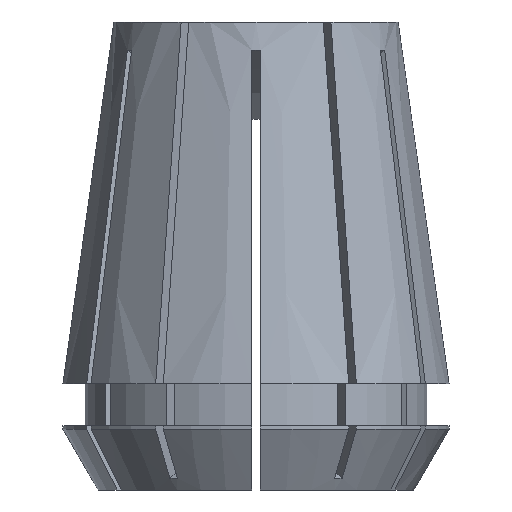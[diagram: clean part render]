
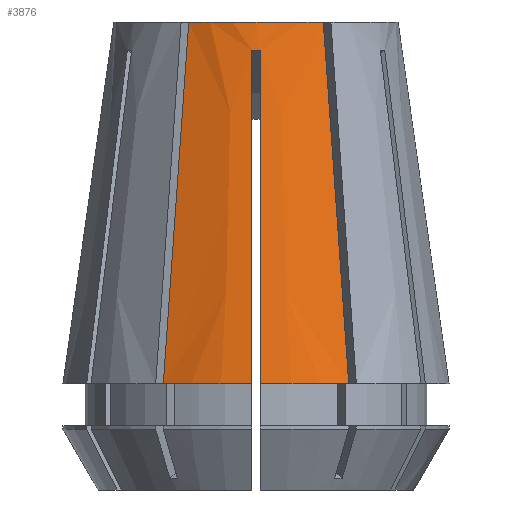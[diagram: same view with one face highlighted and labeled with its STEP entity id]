
A CAD part, front view. The second image highlights one B-rep face of the part: STEP entity #3876.
In plain terms, the highlighted conical face has half-angle 8 degrees and reference radius 16.5 mm.
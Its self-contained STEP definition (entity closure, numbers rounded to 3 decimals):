
#16 = CARTESIAN_POINT ( 'NONE',  ( -0.375, -16.496, -30.9 ) ) ;
#137 = CARTESIAN_POINT ( 'NONE',  ( 6.246, -11.569, -7.045 ) ) ;
#206 = ORIENTED_EDGE ( 'NONE', *, *, #1802, .T. ) ;
#332 = CARTESIAN_POINT ( 'NONE',  ( -0.375, -13.825, -11.902 ) ) ;
#334 = CARTESIAN_POINT ( 'NONE',  ( 0., 0., -30.9 ) ) ;
#361 = EDGE_LOOP ( 'NONE', ( #3160, #2716, #3291, #206, #920, #2653, #3579, #457 ) ) ;
#382 = CARTESIAN_POINT ( 'NONE',  ( -0.125, -12.497, -2.399 ) ) ;
#433 = CARTESIAN_POINT ( 'NONE',  ( -6.742, -12.427, -14.091 ) ) ;
#446 = CIRCLE ( 'NONE', #3425, 16.5 ) ;
#449 = CIRCLE ( 'NONE', #2296, 12.158 ) ;
#457 = ORIENTED_EDGE ( 'NONE', *, *, #3334, .T. ) ;
#467 = EDGE_CURVE ( 'NONE', #2267, #3076, #1759, .T. ) ;
#620 = DIRECTION ( 'NONE',  ( 1., 0., 0. ) ) ;
#655 = CARTESIAN_POINT ( 'NONE',  ( -7.923, -14.474, -30.9 ) ) ;
#737 = CARTESIAN_POINT ( 'NONE',  ( -7.466, -13.681, -24.391 ) ) ;
#875 = CARTESIAN_POINT ( 'NONE',  ( 0.375, -12.49, -2.403 ) ) ;
#920 = ORIENTED_EDGE ( 'NONE', *, *, #2123, .T. ) ;
#950 = CARTESIAN_POINT ( 'NONE',  ( -0.375, -12.49, -2.403 ) ) ;
#970 = DIRECTION ( 'NONE',  ( 0., 0., 1. ) ) ;
#1003 = CARTESIAN_POINT ( 'NONE',  ( 0.375, -12.49, -2.403 ) ) ;
#1047 = CARTESIAN_POINT ( 'NONE',  ( -7.923, -14.474, -30.9 ) ) ;
#1135 = B_SPLINE_CURVE_WITH_KNOTS ( 'NONE', 3,
 ( #16, #1849, #332, #2462 ),
 .UNSPECIFIED., .F., .F.,
 ( 4, 4 ),
 ( 0.024, 0.052 ),
 .UNSPECIFIED. ) ;
#1154 = AXIS2_PLACEMENT_3D ( 'NONE', #1539, #1580, #1839 ) ;
#1178 = VERTEX_POINT ( 'NONE', #655 ) ;
#1308 = VERTEX_POINT ( 'NONE', #1454 ) ;
#1324 = B_SPLINE_CURVE_WITH_KNOTS ( 'NONE', 3,
 ( #2534, #382, #2861, #1003 ),
 .UNSPECIFIED., .F., .F.,
 ( 4, 4 ),
 ( 0., 0.001 ),
 .UNSPECIFIED. ) ;
#1333 = CARTESIAN_POINT ( 'NONE',  ( 6.742, -12.427, -14.091 ) ) ;
#1431 = CARTESIAN_POINT ( 'NONE',  ( 7.923, -14.474, -30.9 ) ) ;
#1441 = FACE_OUTER_BOUND ( 'NONE', #361, .T. ) ;
#1454 = CARTESIAN_POINT ( 'NONE',  ( -0.375, -16.496, -30.9 ) ) ;
#1502 = CIRCLE ( 'NONE', #1154, 16.5 ) ;
#1539 = CARTESIAN_POINT ( 'NONE',  ( 0., 0., -30.9 ) ) ;
#1580 = DIRECTION ( 'NONE',  ( 0., 0., 1. ) ) ;
#1601 = CARTESIAN_POINT ( 'NONE',  ( 5.751, -10.711, 0. ) ) ;
#1621 = CARTESIAN_POINT ( 'NONE',  ( 7.237, -13.285, -21.136 ) ) ;
#1648 = CARTESIAN_POINT ( 'NONE',  ( -5.751, -10.711, 0. ) ) ;
#1693 = CARTESIAN_POINT ( 'NONE',  ( 7.695, -14.077, -27.645 ) ) ;
#1711 = CARTESIAN_POINT ( 'NONE',  ( 7.466, -13.681, -24.391 ) ) ;
#1759 = B_SPLINE_CURVE_WITH_KNOTS ( 'NONE', 3,
 ( #1601, #137, #1333, #1621, #1711, #1693, #3139 ),
 .UNSPECIFIED., .F., .F.,
 ( 4, 3, 4 ),
 ( 0., 0.021, 0.031 ),
 .UNSPECIFIED. ) ;
#1802 = EDGE_CURVE ( 'NONE', #1178, #1308, #1502, .T. ) ;
#1839 = DIRECTION ( 'NONE',  ( 1., 0., 0. ) ) ;
#1849 = CARTESIAN_POINT ( 'NONE',  ( -0.375, -15.161, -21.401 ) ) ;
#1907 = AXIS2_PLACEMENT_3D ( 'NONE', #3526, #3551, #3844 ) ;
#2098 = CARTESIAN_POINT ( 'NONE',  ( 0.375, -12.49, -2.403 ) ) ;
#2123 = EDGE_CURVE ( 'NONE', #1308, #3365, #1135, .T. ) ;
#2168 = CARTESIAN_POINT ( 'NONE',  ( -5.751, -10.711, 0. ) ) ;
#2240 = B_SPLINE_CURVE_WITH_KNOTS ( 'NONE', 3,
 ( #3660, #2728, #3958, #2098 ),
 .UNSPECIFIED., .F., .F.,
 ( 4, 4 ),
 ( 0.024, 0.052 ),
 .UNSPECIFIED. ) ;
#2267 = VERTEX_POINT ( 'NONE', #3171 ) ;
#2296 = AXIS2_PLACEMENT_3D ( 'NONE', #2836, #970, #3138 ) ;
#2318 = VERTEX_POINT ( 'NONE', #2168 ) ;
#2462 = CARTESIAN_POINT ( 'NONE',  ( -0.375, -12.49, -2.403 ) ) ;
#2466 = DIRECTION ( 'NONE',  ( 0., 0., 1. ) ) ;
#2487 = EDGE_CURVE ( 'NONE', #2318, #1178, #3009, .T. ) ;
#2534 = CARTESIAN_POINT ( 'NONE',  ( -0.375, -12.49, -2.403 ) ) ;
#2589 = CARTESIAN_POINT ( 'NONE',  ( -7.237, -13.285, -21.136 ) ) ;
#2647 = CARTESIAN_POINT ( 'NONE',  ( 0.375, -16.496, -30.9 ) ) ;
#2653 = ORIENTED_EDGE ( 'NONE', *, *, #3491, .T. ) ;
#2716 = ORIENTED_EDGE ( 'NONE', *, *, #2790, .F. ) ;
#2728 = CARTESIAN_POINT ( 'NONE',  ( 0.375, -15.161, -21.401 ) ) ;
#2790 = EDGE_CURVE ( 'NONE', #2318, #2267, #449, .T. ) ;
#2836 = CARTESIAN_POINT ( 'NONE',  ( 0., 0., 0. ) ) ;
#2861 = CARTESIAN_POINT ( 'NONE',  ( 0.125, -12.497, -2.399 ) ) ;
#2902 = CARTESIAN_POINT ( 'NONE',  ( -7.695, -14.077, -27.645 ) ) ;
#3009 = B_SPLINE_CURVE_WITH_KNOTS ( 'NONE', 3,
 ( #1648, #3198, #433, #2589, #737, #2902, #1047 ),
 .UNSPECIFIED., .F., .F.,
 ( 4, 3, 4 ),
 ( 0., 0.021, 0.031 ),
 .UNSPECIFIED. ) ;
#3013 = CONICAL_SURFACE ( 'NONE', #1907, 16.5, 0.14 ) ;
#3076 = VERTEX_POINT ( 'NONE', #1431 ) ;
#3138 = DIRECTION ( 'NONE',  ( 1., 0., 0. ) ) ;
#3139 = CARTESIAN_POINT ( 'NONE',  ( 7.923, -14.474, -30.9 ) ) ;
#3160 = ORIENTED_EDGE ( 'NONE', *, *, #467, .F. ) ;
#3171 = CARTESIAN_POINT ( 'NONE',  ( 5.751, -10.711, 0. ) ) ;
#3198 = CARTESIAN_POINT ( 'NONE',  ( -6.246, -11.569, -7.045 ) ) ;
#3291 = ORIENTED_EDGE ( 'NONE', *, *, #2487, .T. ) ;
#3334 = EDGE_CURVE ( 'NONE', #3965, #3076, #446, .T. ) ;
#3365 = VERTEX_POINT ( 'NONE', #950 ) ;
#3425 = AXIS2_PLACEMENT_3D ( 'NONE', #334, #2466, #620 ) ;
#3491 = EDGE_CURVE ( 'NONE', #3365, #3796, #1324, .T. ) ;
#3526 = CARTESIAN_POINT ( 'NONE',  ( 0., 0., -30.9 ) ) ;
#3551 = DIRECTION ( 'NONE',  ( 0., 0., -1. ) ) ;
#3579 = ORIENTED_EDGE ( 'NONE', *, *, #3798, .F. ) ;
#3660 = CARTESIAN_POINT ( 'NONE',  ( 0.375, -16.496, -30.9 ) ) ;
#3796 = VERTEX_POINT ( 'NONE', #875 ) ;
#3798 = EDGE_CURVE ( 'NONE', #3965, #3796, #2240, .T. ) ;
#3844 = DIRECTION ( 'NONE',  ( -1., 0., 0. ) ) ;
#3876 = ADVANCED_FACE ( 'NONE', ( #1441 ), #3013, .T. ) ;
#3958 = CARTESIAN_POINT ( 'NONE',  ( 0.375, -13.825, -11.902 ) ) ;
#3965 = VERTEX_POINT ( 'NONE', #2647 ) ;
